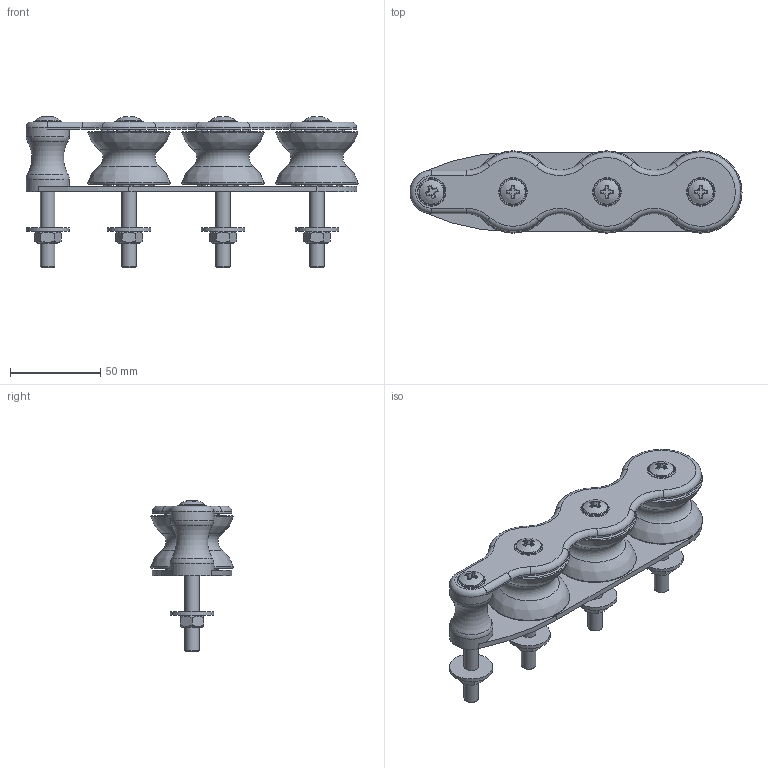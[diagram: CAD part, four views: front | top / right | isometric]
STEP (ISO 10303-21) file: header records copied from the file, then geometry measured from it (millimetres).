
FILE_DESCRIPTION(/* description */ (''),/* implementation_level */ '2;1');
FILE_NAME(/* name */ 'T530.stp',/* time_stamp */ '2016-04-04T10:20:17+02:00',/* author */ ('Nicola'),/* organization */ (''),/* preprocessor_version */ 'ST-DEVELOPER v16.1',/* originating_system */ 'Autodesk Inventor 2016',/* authorisation */ '');
FILE_SCHEMA (('AUTOMOTIVE_DESIGN { 1 0 10303 214 3 1 1 }'));
Length unit declared in the file: millimetre
Products named in the file (1): T530
Bounding box: 183.75 x 45.5 x 83.65 mm (x, y, z)
Volume: 172703.4 mm3; surface area: 59530.5 mm2
Topology: 1 solids, 1 shells, 296 faces, 618 edges, 426 vertices
Faces by surface type: plane 110, sphere 76, cylinder 44, cone 32, torus 28, bspline 6
Full cylindrical faces by diameter (mm): 8 x8, 13.75 x6, 14 x4, 15.7 x4, 24 x6
Entity records: 7802 total; most frequent: CARTESIAN_POINT 1649, DIRECTION 1348, ORIENTED_EDGE 1072, AXIS2_PLACEMENT_3D 591, EDGE_CURVE 536, EDGE_LOOP 468, VERTEX_POINT 408, CIRCLE 300
